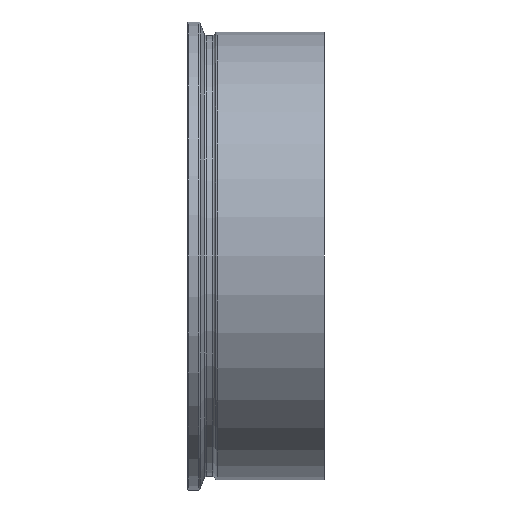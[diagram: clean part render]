
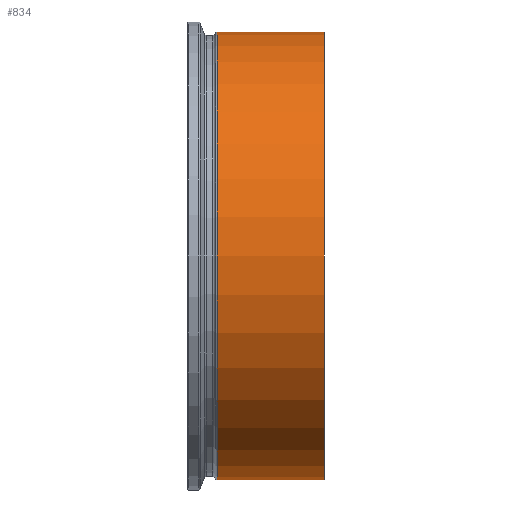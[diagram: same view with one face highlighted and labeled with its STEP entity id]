
A CAD part, front view. The second image highlights one B-rep face of the part: STEP entity #834.
In plain terms, the highlighted cylindrical face has radius 104.04 mm (diameter 208.08 mm), a partial arc.
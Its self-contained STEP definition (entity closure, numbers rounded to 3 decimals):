
#4 = AXIS2_PLACEMENT_3D ( 'NONE', #692, #897, #194 ) ;
#32 = CARTESIAN_POINT ( 'NONE',  ( 63.5, 0., -104.04 ) ) ;
#65 = AXIS2_PLACEMENT_3D ( 'NONE', #359, #594, #599 ) ;
#70 = CARTESIAN_POINT ( 'NONE',  ( 0., 0., -104.04 ) ) ;
#79 = CARTESIAN_POINT ( 'NONE',  ( 13.698, 0., -104.04 ) ) ;
#82 = DIRECTION ( 'NONE',  ( -1., 0., 0. ) ) ;
#100 = CARTESIAN_POINT ( 'NONE',  ( 63.5, 0., 104.04 ) ) ;
#121 = AXIS2_PLACEMENT_3D ( 'NONE', #878, #247, #686 ) ;
#140 = EDGE_CURVE ( 'NONE', #890, #613, #350, .T. ) ;
#181 = EDGE_CURVE ( 'NONE', #602, #559, #284, .T. ) ;
#194 = DIRECTION ( 'NONE',  ( 0., 0., 1. ) ) ;
#247 = DIRECTION ( 'NONE',  ( -1., 0., 0. ) ) ;
#259 = CIRCLE ( 'NONE', #65, 104.04 ) ;
#262 = CYLINDRICAL_SURFACE ( 'NONE', #4, 104.04 ) ;
#284 = LINE ( 'NONE', #70, #590 ) ;
#304 = ORIENTED_EDGE ( 'NONE', *, *, #140, .T. ) ;
#350 = LINE ( 'NONE', #515, #741 ) ;
#359 = CARTESIAN_POINT ( 'NONE',  ( 63.5, 0., 0. ) ) ;
#396 = EDGE_CURVE ( 'NONE', #559, #613, #516, .T. ) ;
#465 = EDGE_CURVE ( 'NONE', #602, #890, #259, .T. ) ;
#470 = EDGE_LOOP ( 'NONE', ( #555, #695, #304, #523 ) ) ;
#515 = CARTESIAN_POINT ( 'NONE',  ( 0., 0., 104.04 ) ) ;
#516 = CIRCLE ( 'NONE', #121, 104.04 ) ;
#523 = ORIENTED_EDGE ( 'NONE', *, *, #396, .F. ) ;
#555 = ORIENTED_EDGE ( 'NONE', *, *, #181, .F. ) ;
#559 = VERTEX_POINT ( 'NONE', #79 ) ;
#590 = VECTOR ( 'NONE', #82, 1000. ) ;
#594 = DIRECTION ( 'NONE',  ( -1., 0., 0. ) ) ;
#599 = DIRECTION ( 'NONE',  ( 0., 0., 1. ) ) ;
#602 = VERTEX_POINT ( 'NONE', #32 ) ;
#613 = VERTEX_POINT ( 'NONE', #689 ) ;
#686 = DIRECTION ( 'NONE',  ( 0., 0., 1. ) ) ;
#689 = CARTESIAN_POINT ( 'NONE',  ( 13.698, 0., 104.04 ) ) ;
#692 = CARTESIAN_POINT ( 'NONE',  ( 0., 0., 0. ) ) ;
#695 = ORIENTED_EDGE ( 'NONE', *, *, #465, .T. ) ;
#741 = VECTOR ( 'NONE', #789, 1000. ) ;
#789 = DIRECTION ( 'NONE',  ( -1., 0., 0. ) ) ;
#834 = ADVANCED_FACE ( 'NONE', ( #846 ), #262, .T. ) ;
#846 = FACE_OUTER_BOUND ( 'NONE', #470, .T. ) ;
#878 = CARTESIAN_POINT ( 'NONE',  ( 13.698, 0., 0. ) ) ;
#890 = VERTEX_POINT ( 'NONE', #100 ) ;
#897 = DIRECTION ( 'NONE',  ( -1., 0., 0. ) ) ;
